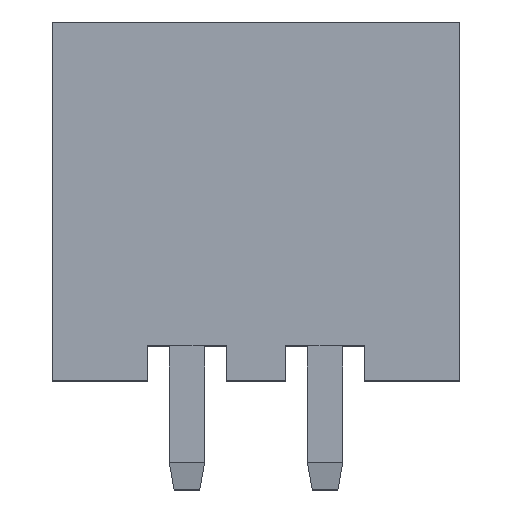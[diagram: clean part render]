
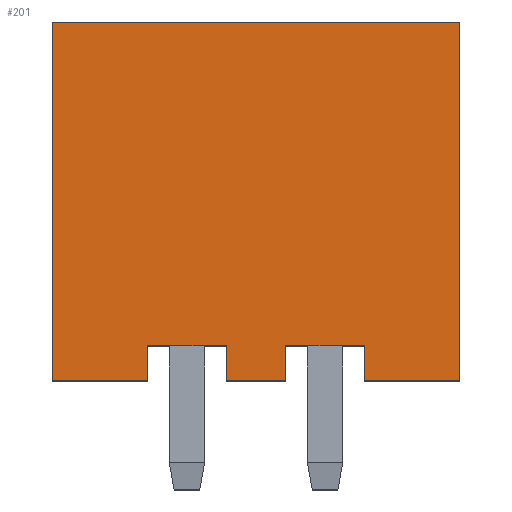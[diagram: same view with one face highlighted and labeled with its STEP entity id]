
A CAD part, top view. The second image highlights one B-rep face of the part: STEP entity #201.
In plain terms, the highlighted planar face has unit normal (0, 0, 1).
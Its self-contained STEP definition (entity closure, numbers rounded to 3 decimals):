
#7 = CARTESIAN_POINT ( 'NONE',  ( -1.995, 0., 2.8 ) ) ;
#50 = CARTESIAN_POINT ( 'NONE',  ( 0.545, 0.65, 2.8 ) ) ;
#82 = CARTESIAN_POINT ( 'NONE',  ( -1.995, 0.65, 2.8 ) ) ;
#85 = LINE ( 'NONE', #942, #925 ) ;
#103 = VECTOR ( 'NONE', #832, 1000. ) ;
#107 = CARTESIAN_POINT ( 'NONE',  ( 3.75, 6.6, 2.8 ) ) ;
#121 = VECTOR ( 'NONE', #1121, 1000. ) ;
#148 = LINE ( 'NONE', #2442, #364 ) ;
#151 = EDGE_CURVE ( 'NONE', #2569, #1146, #1244, .T. ) ;
#201 = ADVANCED_FACE ( 'NONE', ( #1639 ), #779, .F. ) ;
#230 = CARTESIAN_POINT ( 'NONE',  ( -3.75, 6.6, 2.8 ) ) ;
#231 = VERTEX_POINT ( 'NONE', #7 ) ;
#244 = ORIENTED_EDGE ( 'NONE', *, *, #784, .F. ) ;
#342 = DIRECTION ( 'NONE',  ( -1., 0., 0. ) ) ;
#364 = VECTOR ( 'NONE', #1030, 1000. ) ;
#389 = CARTESIAN_POINT ( 'NONE',  ( -3.75, 6.6, 2.8 ) ) ;
#400 = VERTEX_POINT ( 'NONE', #2439 ) ;
#467 = VERTEX_POINT ( 'NONE', #673 ) ;
#477 = VECTOR ( 'NONE', #342, 1000. ) ;
#514 = ORIENTED_EDGE ( 'NONE', *, *, #1766, .T. ) ;
#524 = LINE ( 'NONE', #1658, #805 ) ;
#541 = ORIENTED_EDGE ( 'NONE', *, *, #1142, .T. ) ;
#568 = CARTESIAN_POINT ( 'NONE',  ( 0.545, 0.65, 2.8 ) ) ;
#597 = ORIENTED_EDGE ( 'NONE', *, *, #151, .F. ) ;
#673 = CARTESIAN_POINT ( 'NONE',  ( 0.545, 0., 2.8 ) ) ;
#689 = VERTEX_POINT ( 'NONE', #2301 ) ;
#762 = CARTESIAN_POINT ( 'NONE',  ( -3.75, 6.6, 2.8 ) ) ;
#779 = PLANE ( 'NONE',  #2045 ) ;
#784 = EDGE_CURVE ( 'NONE', #400, #881, #2092, .T. ) ;
#800 = DIRECTION ( 'NONE',  ( 1., 0., 0. ) ) ;
#805 = VECTOR ( 'NONE', #2059, 1000. ) ;
#815 = DIRECTION ( 'NONE',  ( 1., 0., 0. ) ) ;
#832 = DIRECTION ( 'NONE',  ( 0., -1., 0. ) ) ;
#874 = EDGE_CURVE ( 'NONE', #2473, #2236, #989, .T. ) ;
#881 = VERTEX_POINT ( 'NONE', #1019 ) ;
#906 = VECTOR ( 'NONE', #2252, 1000. ) ;
#908 = EDGE_CURVE ( 'NONE', #1741, #231, #1705, .T. ) ;
#909 = ORIENTED_EDGE ( 'NONE', *, *, #2485, .F. ) ;
#925 = VECTOR ( 'NONE', #2340, 1000. ) ;
#942 = CARTESIAN_POINT ( 'NONE',  ( -3.75, 0., 2.8 ) ) ;
#988 = CARTESIAN_POINT ( 'NONE',  ( -3.75, 6.6, 2.8 ) ) ;
#989 = LINE ( 'NONE', #389, #1353 ) ;
#1019 = CARTESIAN_POINT ( 'NONE',  ( -0.545, 0.65, 2.8 ) ) ;
#1030 = DIRECTION ( 'NONE',  ( -1., 0., 0. ) ) ;
#1043 = CARTESIAN_POINT ( 'NONE',  ( -1.995, 0.65, 2.8 ) ) ;
#1121 = DIRECTION ( 'NONE',  ( 0., -1., 0. ) ) ;
#1142 = EDGE_CURVE ( 'NONE', #400, #467, #524, .T. ) ;
#1146 = VERTEX_POINT ( 'NONE', #50 ) ;
#1148 = VECTOR ( 'NONE', #2343, 1000. ) ;
#1202 = VERTEX_POINT ( 'NONE', #1688 ) ;
#1206 = DIRECTION ( 'NONE',  ( 0., 0., -1. ) ) ;
#1244 = LINE ( 'NONE', #1351, #477 ) ;
#1257 = ORIENTED_EDGE ( 'NONE', *, *, #1288, .F. ) ;
#1288 = EDGE_CURVE ( 'NONE', #2236, #689, #2400, .T. ) ;
#1351 = CARTESIAN_POINT ( 'NONE',  ( 0.545, 0.65, 2.8 ) ) ;
#1353 = VECTOR ( 'NONE', #815, 1000. ) ;
#1379 = VECTOR ( 'NONE', #2588, 1000. ) ;
#1390 = ORIENTED_EDGE ( 'NONE', *, *, #2008, .F. ) ;
#1415 = CARTESIAN_POINT ( 'NONE',  ( -3.75, 0., 2.8 ) ) ;
#1435 = CARTESIAN_POINT ( 'NONE',  ( -3.75, 0., 2.8 ) ) ;
#1482 = ORIENTED_EDGE ( 'NONE', *, *, #2401, .T. ) ;
#1581 = VECTOR ( 'NONE', #800, 1000. ) ;
#1614 = EDGE_CURVE ( 'NONE', #1146, #467, #2007, .T. ) ;
#1617 = LINE ( 'NONE', #230, #103 ) ;
#1639 = FACE_OUTER_BOUND ( 'NONE', #1831, .T. ) ;
#1653 = ORIENTED_EDGE ( 'NONE', *, *, #1746, .F. ) ;
#1658 = CARTESIAN_POINT ( 'NONE',  ( -3.75, 0., 2.8 ) ) ;
#1688 = CARTESIAN_POINT ( 'NONE',  ( 1.995, 0., 2.8 ) ) ;
#1705 = LINE ( 'NONE', #1415, #1581 ) ;
#1719 = ORIENTED_EDGE ( 'NONE', *, *, #1614, .F. ) ;
#1741 = VERTEX_POINT ( 'NONE', #1435 ) ;
#1746 = EDGE_CURVE ( 'NONE', #1900, #231, #2142, .T. ) ;
#1766 = EDGE_CURVE ( 'NONE', #2473, #1741, #1617, .T. ) ;
#1831 = EDGE_LOOP ( 'NONE', ( #541, #1719, #597, #909, #1482, #1257, #2443, #514, #2448, #1653, #1390, #244 ) ) ;
#1900 = VERTEX_POINT ( 'NONE', #82 ) ;
#1909 = LINE ( 'NONE', #2178, #1967 ) ;
#1967 = VECTOR ( 'NONE', #2163, 1000. ) ;
#2007 = LINE ( 'NONE', #568, #1379 ) ;
#2008 = EDGE_CURVE ( 'NONE', #881, #1900, #148, .T. ) ;
#2021 = CARTESIAN_POINT ( 'NONE',  ( 1.995, 0.65, 2.8 ) ) ;
#2045 = AXIS2_PLACEMENT_3D ( 'NONE', #988, #1206, #2396 ) ;
#2059 = DIRECTION ( 'NONE',  ( 1., 0., 0. ) ) ;
#2092 = LINE ( 'NONE', #2551, #1148 ) ;
#2138 = CARTESIAN_POINT ( 'NONE',  ( 3.75, 6.6, 2.8 ) ) ;
#2142 = LINE ( 'NONE', #1043, #906 ) ;
#2163 = DIRECTION ( 'NONE',  ( 0., 1., 0. ) ) ;
#2178 = CARTESIAN_POINT ( 'NONE',  ( 1.995, 0.65, 2.8 ) ) ;
#2236 = VERTEX_POINT ( 'NONE', #107 ) ;
#2252 = DIRECTION ( 'NONE',  ( 0., -1., 0. ) ) ;
#2301 = CARTESIAN_POINT ( 'NONE',  ( 3.75, 0., 2.8 ) ) ;
#2340 = DIRECTION ( 'NONE',  ( 1., 0., 0. ) ) ;
#2343 = DIRECTION ( 'NONE',  ( 0., 1., 0. ) ) ;
#2396 = DIRECTION ( 'NONE',  ( -1., 0., 0. ) ) ;
#2400 = LINE ( 'NONE', #2138, #121 ) ;
#2401 = EDGE_CURVE ( 'NONE', #1202, #689, #85, .T. ) ;
#2439 = CARTESIAN_POINT ( 'NONE',  ( -0.545, 0., 2.8 ) ) ;
#2442 = CARTESIAN_POINT ( 'NONE',  ( -1.995, 0.65, 2.8 ) ) ;
#2443 = ORIENTED_EDGE ( 'NONE', *, *, #874, .F. ) ;
#2448 = ORIENTED_EDGE ( 'NONE', *, *, #908, .T. ) ;
#2473 = VERTEX_POINT ( 'NONE', #762 ) ;
#2485 = EDGE_CURVE ( 'NONE', #1202, #2569, #1909, .T. ) ;
#2551 = CARTESIAN_POINT ( 'NONE',  ( -0.545, 0.65, 2.8 ) ) ;
#2569 = VERTEX_POINT ( 'NONE', #2021 ) ;
#2588 = DIRECTION ( 'NONE',  ( 0., -1., 0. ) ) ;
